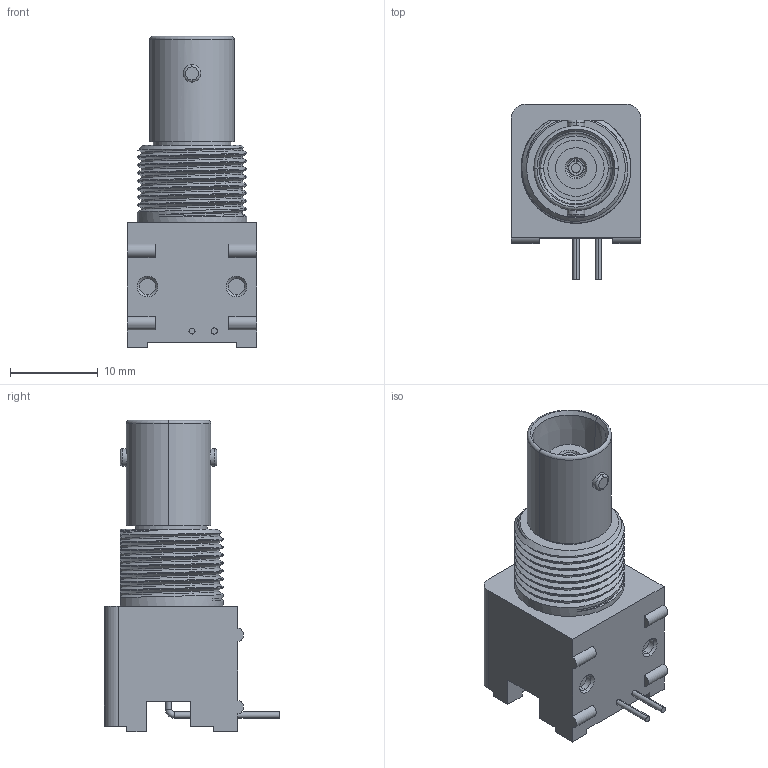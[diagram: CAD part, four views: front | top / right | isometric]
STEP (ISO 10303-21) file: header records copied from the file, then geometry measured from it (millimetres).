
FILE_DESCRIPTION((''),'2;1');
FILE_NAME('C-226990-1','2019-01-29T00:45:40',('workeradm'),('TE Connectivity Ltd.'),'CREO PARAMETRIC BY PTC INC, 2018190','CREO PARAMETRIC BY PTC INC, 2018190','');
FILE_SCHEMA(('AUTOMOTIVE_DESIGN { 1 0 10303 214 1 1 1 1 }'));
Length unit declared in the file: millimetre
Products named in the file (1): C-226990-1
Bounding box: 14.76 x 19.99 x 35.56 mm (x, y, z)
Volume: 4188.5 mm3; surface area: 2684.4 mm2
Topology: 1 solids, 1 shells, 203 faces, 513 edges, 328 vertices
Faces by surface type: cylinder 66, plane 64, bspline 37, cone 20, torus 16
Entity records: 12332 total; most frequent: CARTESIAN_POINT 7561, ORIENTED_EDGE 1026, DIRECTION 912, EDGE_CURVE 513, AXIS2_PLACEMENT_3D 335, VERTEX_POINT 328, VECTOR 242, LINE 242
